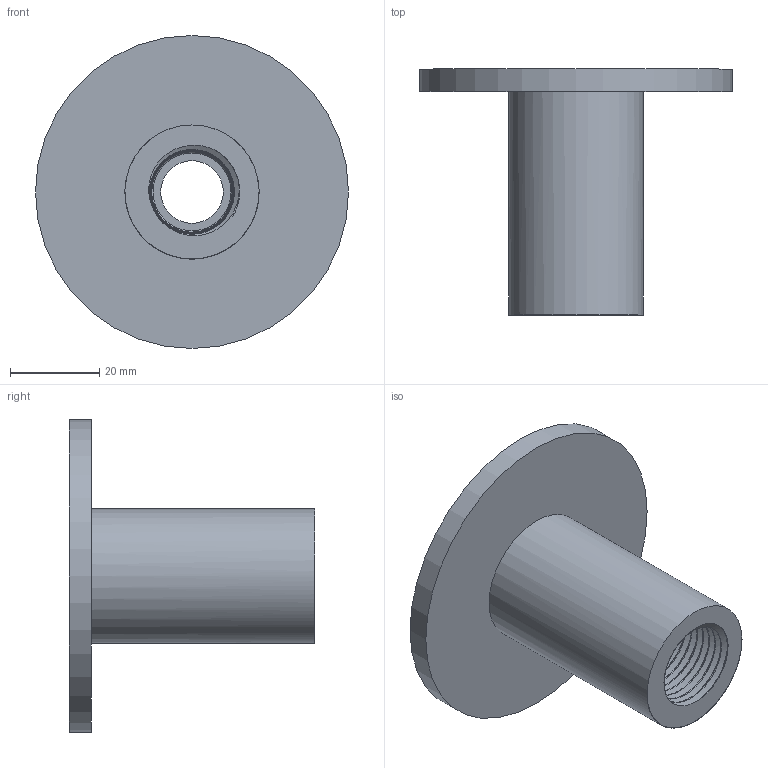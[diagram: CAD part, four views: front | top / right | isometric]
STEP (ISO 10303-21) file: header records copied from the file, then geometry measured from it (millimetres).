
FILE_DESCRIPTION(('FreeCAD Model'),'2;1');
FILE_NAME('Open CASCADE Shape Model','2024-10-15T10:40:34',(''),(''), 'Open CASCADE STEP processor 7.6','FreeCAD','Unknown');
FILE_SCHEMA(('CONFIG_CONTROL_DESIGN','SHAPE_APPEARANCE_LAYER_MIM'));
Length unit declared in the file: millimetre
Products named in the file (1): ReliefPassThough
Bounding box: 70 x 55 x 70 mm (x, y, z)
Volume: 43449.7 mm3; surface area: 16654.8 mm2
Topology: 1 solids, 1 shells, 43 faces, 109 edges, 70 vertices
Faces by surface type: cone 26, plane 11, cylinder 3, bspline 3
Full cylindrical faces by diameter (mm): 14 x1, 30 x1, 70 x1
Entity records: 7192 total; most frequent: CARTESIAN_POINT 6203, ORIENTED_EDGE 218, DIRECTION 155, EDGE_CURVE 109, VERTEX_POINT 70, AXIS2_PLACEMENT_3D 63, B_SPLINE_CURVE_WITH_KNOTS 58, FACE_BOUND 47
